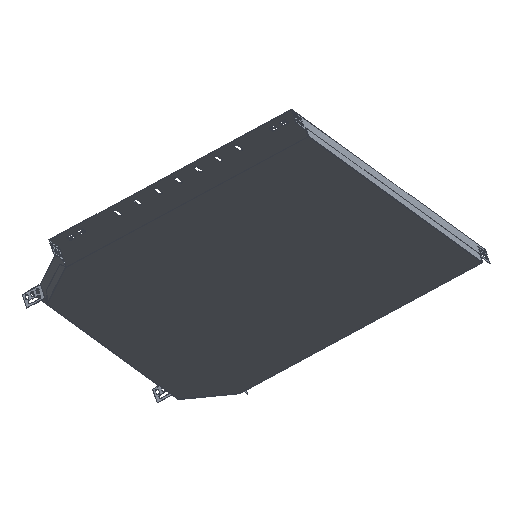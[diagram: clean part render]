
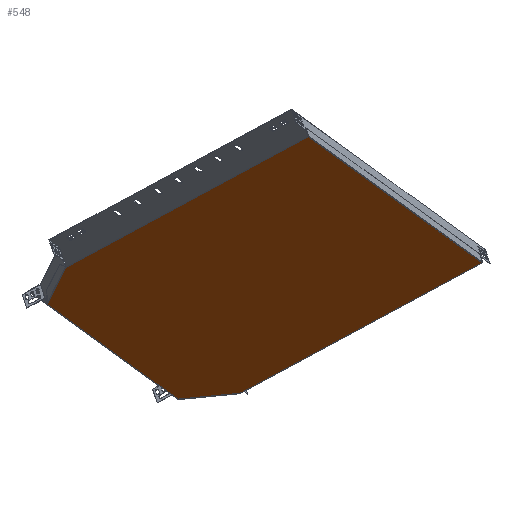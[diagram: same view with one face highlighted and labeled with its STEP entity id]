
A CAD part, front view. The second image highlights one B-rep face of the part: STEP entity #548.
In plain terms, the highlighted planar face has unit normal (0.283, -0.485, -0.827).
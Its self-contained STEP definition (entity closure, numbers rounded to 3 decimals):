
#102 = DIRECTION ( 'NONE',  ( 0.845, -0.283, 0.455 ) ) ;
#341 = VERTEX_POINT ( 'NONE', #3747 ) ;
#548 = ADVANCED_FACE ( 'NONE', ( #10274 ), #2005, .F. ) ;
#761 = DIRECTION ( 'NONE',  ( 0.455, 0.827, -0.33 ) ) ;
#1330 = CARTESIAN_POINT ( 'NONE',  ( -387.222, -33.1, -106.534 ) ) ;
#1393 = EDGE_CURVE ( 'NONE', #8167, #9689, #6778, .T. ) ;
#1394 = EDGE_CURVE ( 'NONE', #8167, #4784, #6759, .T. ) ;
#1407 = EDGE_CURVE ( 'NONE', #4784, #341, #6701, .T. ) ;
#1410 = EDGE_CURVE ( 'NONE', #6056, #8179, #6726, .T. ) ;
#1429 = EDGE_CURVE ( 'NONE', #11176, #1484, #6595, .T. ) ;
#1434 = EDGE_CURVE ( 'NONE', #8713, #11176, #6552, .T. ) ;
#1448 = EDGE_CURVE ( 'NONE', #8713, #8223, #6523, .T. ) ;
#1468 = EDGE_CURVE ( 'NONE', #9689, #8223, #6534, .T. ) ;
#1484 = VERTEX_POINT ( 'NONE', #1814 ) ;
#1512 = CARTESIAN_POINT ( 'NONE',  ( -113.113, 465.549, -305.421 ) ) ;
#1533 = EDGE_CURVE ( 'NONE', #6056, #341, #6232, .T. ) ;
#1553 = EDGE_CURVE ( 'NONE', #1484, #8179, #6083, .T. ) ;
#1613 = DIRECTION ( 'NONE',  ( 0.276, -0.785, 0.555 ) ) ;
#1666 = DIRECTION ( 'NONE',  ( 0.919, 0.385, 0.088 ) ) ;
#1718 = CARTESIAN_POINT ( 'NONE',  ( -112.892, 464.921, -304.977 ) ) ;
#1814 = CARTESIAN_POINT ( 'NONE',  ( 17.199, 518.89, -292.165 ) ) ;
#2002 = CARTESIAN_POINT ( 'NONE',  ( 160.424, -313.513, 245.268 ) ) ;
#2005 = PLANE ( 'NONE',  #11106 ) ;
#2326 = ORIENTED_EDGE ( 'NONE', *, *, #1434, .T. ) ;
#2557 = CARTESIAN_POINT ( 'NONE',  ( -387.534, -32.212, -107.162 ) ) ;
#2605 = CARTESIAN_POINT ( 'NONE',  ( -347.51, -143.803, -27.995 ) ) ;
#3071 = DIRECTION ( 'NONE',  ( -0.283, 0.485, 0.827 ) ) ;
#3162 = ORIENTED_EDGE ( 'NONE', *, *, #1553, .T. ) ;
#3212 = CARTESIAN_POINT ( 'NONE',  ( -385.936, -32.562, -106.411 ) ) ;
#3308 = CARTESIAN_POINT ( 'NONE',  ( -348.245, -144.111, -28.065 ) ) ;
#3382 = ORIENTED_EDGE ( 'NONE', *, *, #1468, .T. ) ;
#3747 = CARTESIAN_POINT ( 'NONE',  ( -346.959, -143.572, -27.942 ) ) ;
#4784 = VERTEX_POINT ( 'NONE', #3308 ) ;
#5285 = CARTESIAN_POINT ( 'NONE',  ( 525.257, 348.723, -18.592 ) ) ;
#5464 = DIRECTION ( 'NONE',  ( 0.455, 0.827, -0.33 ) ) ;
#5816 = ORIENTED_EDGE ( 'NONE', *, *, #1394, .F. ) ;
#5914 = CARTESIAN_POINT ( 'NONE',  ( 17.199, 518.89, -292.165 ) ) ;
#6056 = VERTEX_POINT ( 'NONE', #6494 ) ;
#6083 = LINE ( 'NONE', #5914, #6122 ) ;
#6122 = VECTOR ( 'NONE', #102, 1000. ) ;
#6232 = LINE ( 'NONE', #2002, #6346 ) ;
#6346 = VECTOR ( 'NONE', #8375, 1000. ) ;
#6494 = CARTESIAN_POINT ( 'NONE',  ( 161.1, -313.739, 245.631 ) ) ;
#6498 = EDGE_LOOP ( 'NONE', ( #3382, #8607, #2326, #10004, #3162, #10127, #10171, #8434, #5816, #10206 ) ) ;
#6500 = VECTOR ( 'NONE', #761, 1000. ) ;
#6523 = LINE ( 'NONE', #1718, #6526 ) ;
#6526 = VECTOR ( 'NONE', #8165, 1000. ) ;
#6534 = LINE ( 'NONE', #10771, #6500 ) ;
#6552 = LINE ( 'NONE', #7299, #6572 ) ;
#6572 = VECTOR ( 'NONE', #1666, 1000. ) ;
#6595 = LINE ( 'NONE', #10637, #6711 ) ;
#6676 = VECTOR ( 'NONE', #9701, 1000. ) ;
#6701 = LINE ( 'NONE', #2605, #6676 ) ;
#6711 = VECTOR ( 'NONE', #1613, 1000. ) ;
#6717 = VECTOR ( 'NONE', #5464, 1000. ) ;
#6726 = LINE ( 'NONE', #10552, #6717 ) ;
#6739 = VECTOR ( 'NONE', #8521, 1000. ) ;
#6759 = LINE ( 'NONE', #2557, #6794 ) ;
#6778 = LINE ( 'NONE', #9373, #6739 ) ;
#6794 = VECTOR ( 'NONE', #9665, 1000. ) ;
#7062 = CARTESIAN_POINT ( 'NONE',  ( -112.727, 464.45, -304.644 ) ) ;
#7299 = CARTESIAN_POINT ( 'NONE',  ( -114.152, 465.114, -305.521 ) ) ;
#7940 = CARTESIAN_POINT ( 'NONE',  ( 16.813, 519.989, -292.942 ) ) ;
#8165 = DIRECTION ( 'NONE',  ( 0.276, -0.785, 0.555 ) ) ;
#8167 = VERTEX_POINT ( 'NONE', #1330 ) ;
#8179 = VERTEX_POINT ( 'NONE', #5285 ) ;
#8223 = VERTEX_POINT ( 'NONE', #7062 ) ;
#8375 = DIRECTION ( 'NONE',  ( -0.845, 0.283, -0.455 ) ) ;
#8378 = CARTESIAN_POINT ( 'NONE',  ( -503.023, 300.915, -342.132 ) ) ;
#8434 = ORIENTED_EDGE ( 'NONE', *, *, #1407, .F. ) ;
#8521 = DIRECTION ( 'NONE',  ( 0.919, 0.385, 0.088 ) ) ;
#8607 = ORIENTED_EDGE ( 'NONE', *, *, #1448, .F. ) ;
#8713 = VERTEX_POINT ( 'NONE', #1512 ) ;
#9217 = DIRECTION ( 'NONE',  ( -0.455, -0.827, 0.33 ) ) ;
#9373 = CARTESIAN_POINT ( 'NONE',  ( -386.487, -32.793, -106.464 ) ) ;
#9665 = DIRECTION ( 'NONE',  ( 0.276, -0.785, 0.555 ) ) ;
#9689 = VERTEX_POINT ( 'NONE', #3212 ) ;
#9701 = DIRECTION ( 'NONE',  ( 0.919, 0.385, 0.088 ) ) ;
#10004 = ORIENTED_EDGE ( 'NONE', *, *, #1429, .T. ) ;
#10127 = ORIENTED_EDGE ( 'NONE', *, *, #1410, .F. ) ;
#10171 = ORIENTED_EDGE ( 'NONE', *, *, #1533, .T. ) ;
#10206 = ORIENTED_EDGE ( 'NONE', *, *, #1393, .T. ) ;
#10274 = FACE_OUTER_BOUND ( 'NONE', #6498, .T. ) ;
#10552 = CARTESIAN_POINT ( 'NONE',  ( 160.585, -314.675, 246.005 ) ) ;
#10637 = CARTESIAN_POINT ( 'NONE',  ( 17.033, 519.361, -292.498 ) ) ;
#10771 = CARTESIAN_POINT ( 'NONE',  ( -385.936, -32.562, -106.411 ) ) ;
#11106 = AXIS2_PLACEMENT_3D ( 'NONE', #8378, #3071, #9217 ) ;
#11176 = VERTEX_POINT ( 'NONE', #7940 ) ;
